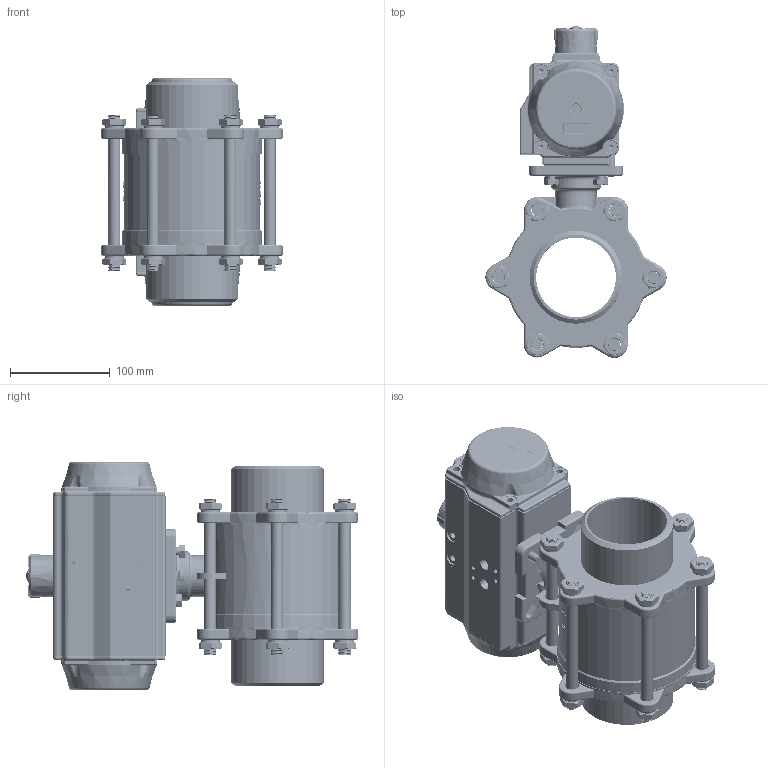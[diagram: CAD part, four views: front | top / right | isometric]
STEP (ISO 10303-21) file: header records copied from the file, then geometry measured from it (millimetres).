
FILE_DESCRIPTION(/* description */ ('Unknown'),/* implementation_level */ '2;1');
FILE_NAME(/* name */ 'PD05 9337-11',/* time_stamp */ '2025-02-19T11:14:34+01:00',/* author */ ('Unknown'),/* organization */ ('Unknown'),/* preprocessor_version */ 'ST-DEVELOPER v19.4',/* originating_system */ 'Solid Edge',/* authorisation */ 'Unknown');
FILE_SCHEMA (('AUTOMOTIVE_DESIGN {1 0 10303 214 3 1 1}'));
Length unit declared in the file: millimetre
Products named in the file (24): PD059337-11; 9337-11_oa_0; Hex thin nuts-Grades AB-Chamfered GB_GB_FASTENER_NUT_STNAB M14-N; Nut; Spring Washer; Nut Stopper; Stop Pin; Cap; Bellevlle Washer; Stem; Tab Washer; Body; Small hex thin nuts-Fine pitch thread GB_GB_FASTENER_NUT_SSFNTT B M24
X1.5-N; PD05_PE04; VTE85____; Optische Anzeige; ______; ________(___________; cup head nib bolts with large head gb_GB_FASTENER_BOLT_CHNBW M6X25-N; huosai85; zhou85; vt85-2016-06-25  _______MIR; vt85-2016-06-25; DIN 933 M8x20 A2-70 BLK_EDST
Assembly tree (59 placements, depth 4):
  PD059337-11
    9337-11_oa_0
      Hex thin nuts-Grades AB-Chamfered GB_GB_FASTENER_NUT_STNAB M14-N  x12
      Nut  x6
      Spring Washer  x12
      Nut Stopper
      Stop Pin
      Cap  x2
      Bellevlle Washer  x2
      Stem
      Tab Washer
      Body
      Small hex thin nuts-Fine pitch thread GB_GB_FASTENER_NUT_SSFNTT B M24
X1.5-N
    PD05_PE04
      VTE85____
      Optische Anzeige
        ______
        ________(___________  x4
        cup head nib bolts with large head gb_GB_FASTENER_BOLT_CHNBW M6X25-N
      huosai85  x2
      zhou85
      vt85-2016-06-25  _______MIR
      vt85-2016-06-25
    DIN 933 M8x20 A2-70 BLK_EDST  x4
Bounding box: 181.5 x 332.41 x 228 mm (x, y, z)
Volume: 2127898.6 mm3; surface area: 638154.6 mm2
Topology: 56 solids, 56 shells, 4232 faces, 10615 edges, 6617 vertices
Faces by surface type: cylinder 1407, plane 1163, bspline 733, torus 556, cone 360, sphere 13
Full cylindrical faces by diameter (mm): 3 x16, 3.3 x8, 4 x2, 4.134 x8, 4.66 x1, 4.917 x13, 5 x1, 6 x1, 6.2 x1, 6.647 x6, 8 x4, 11.445 x2, 12 x2, 13 x14, 16.2 x1, 16.5 x1, 18.7 x1, 20 x7, 23 x12, 26 x1, 27 x1, 31.5 x1, 32.2 x1, 32.4 x1, 36 x4, 38.5 x1, 73 x2, 79.2 x2, 80 x4, 84 x6
Entity records: 120653 total; most frequent: CARTESIAN_POINT 59663, ORIENTED_EDGE 13384, DIRECTION 11086, EDGE_CURVE 6692, AXIS2_PLACEMENT_3D 4427, VERTEX_POINT 4315, FACE_BOUND 3261, EDGE_LOOP 3249
